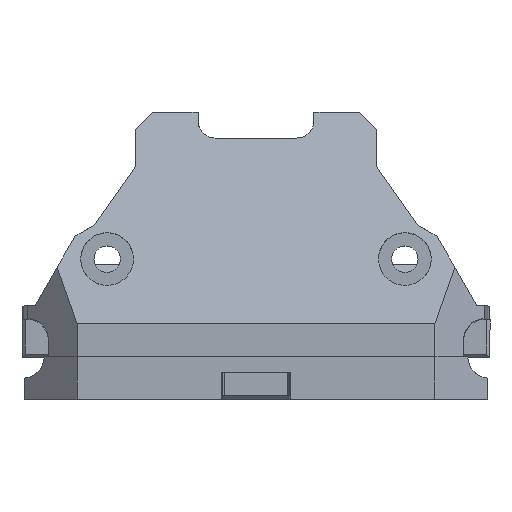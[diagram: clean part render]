
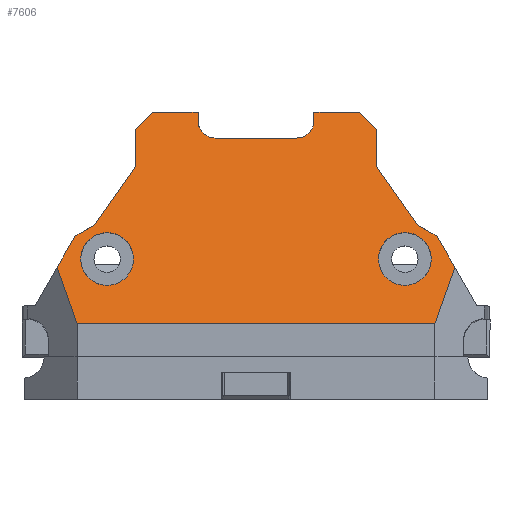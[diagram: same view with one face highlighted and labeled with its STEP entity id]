
A CAD part, top view. The second image highlights one B-rep face of the part: STEP entity #7606.
In plain terms, the highlighted face is planar.
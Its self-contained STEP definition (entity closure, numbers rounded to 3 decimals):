
#227=FACE_BOUND('',#693,.T.);
#228=FACE_BOUND('',#694,.T.);
#275=FACE_OUTER_BOUND('',#692,.T.);
#692=EDGE_LOOP('',(#5022,#5023,#5024,#5025,#5026,#5027,#5028,#5029,#5030,
#5031,#5032,#5033,#5034,#5035,#5036,#5037,#5038,#5039,#5040,#5041));
#693=EDGE_LOOP('',(#5042));
#694=EDGE_LOOP('',(#5043));
#1153=ELLIPSE('',#8030,2.122,2.);
#1154=ELLIPSE('',#8031,2.122,2.);
#1155=ELLIPSE('',#8032,3.289,3.1);
#1156=ELLIPSE('',#8033,3.289,3.1);
#1212=LINE('',#10716,#2175);
#1216=LINE('',#10724,#2179);
#1223=LINE('',#10739,#2186);
#1227=LINE('',#10748,#2190);
#1228=LINE('',#10750,#2191);
#1229=LINE('',#10752,#2192);
#1230=LINE('',#10754,#2193);
#1231=LINE('',#10756,#2194);
#1232=LINE('',#10758,#2195);
#1233=LINE('',#10760,#2196);
#1234=LINE('',#10762,#2197);
#1235=LINE('',#10766,#2198);
#1236=LINE('',#10770,#2199);
#1237=LINE('',#10772,#2200);
#1238=LINE('',#10774,#2201);
#1239=LINE('',#10776,#2202);
#1240=LINE('',#10778,#2203);
#1241=LINE('',#10779,#2204);
#2175=VECTOR('',#8606,10.);
#2179=VECTOR('',#8612,10.);
#2186=VECTOR('',#8621,10.);
#2190=VECTOR('',#8629,10.);
#2191=VECTOR('',#8630,10.);
#2192=VECTOR('',#8631,10.);
#2193=VECTOR('',#8632,10.);
#2194=VECTOR('',#8633,10.);
#2195=VECTOR('',#8634,10.);
#2196=VECTOR('',#8635,10.);
#2197=VECTOR('',#8636,10.);
#2198=VECTOR('',#8639,10.);
#2199=VECTOR('',#8642,10.);
#2200=VECTOR('',#8643,10.);
#2201=VECTOR('',#8644,10.);
#2202=VECTOR('',#8645,10.);
#2203=VECTOR('',#8646,10.);
#2204=VECTOR('',#8647,10.);
#3139=VERTEX_POINT('',#10713);
#3140=VERTEX_POINT('',#10715);
#3143=VERTEX_POINT('',#10723);
#3149=VERTEX_POINT('',#10736);
#3150=VERTEX_POINT('',#10738);
#3154=VERTEX_POINT('',#10749);
#3155=VERTEX_POINT('',#10751);
#3156=VERTEX_POINT('',#10753);
#3157=VERTEX_POINT('',#10755);
#3158=VERTEX_POINT('',#10757);
#3159=VERTEX_POINT('',#10759);
#3160=VERTEX_POINT('',#10761);
#3161=VERTEX_POINT('',#10763);
#3162=VERTEX_POINT('',#10765);
#3163=VERTEX_POINT('',#10767);
#3164=VERTEX_POINT('',#10769);
#3165=VERTEX_POINT('',#10771);
#3166=VERTEX_POINT('',#10773);
#3167=VERTEX_POINT('',#10775);
#3168=VERTEX_POINT('',#10777);
#3169=VERTEX_POINT('',#10780);
#3170=VERTEX_POINT('',#10782);
#3875=EDGE_CURVE('',#3140,#3139,#1212,.T.);
#3879=EDGE_CURVE('',#3143,#3140,#1216,.T.);
#3886=EDGE_CURVE('',#3150,#3149,#1223,.T.);
#3891=EDGE_CURVE('',#3150,#3139,#1227,.T.);
#3892=EDGE_CURVE('',#3149,#3154,#1228,.T.);
#3893=EDGE_CURVE('',#3154,#3155,#1229,.T.);
#3894=EDGE_CURVE('',#3155,#3156,#1230,.T.);
#3895=EDGE_CURVE('',#3156,#3157,#1231,.T.);
#3896=EDGE_CURVE('',#3157,#3158,#1232,.T.);
#3897=EDGE_CURVE('',#3158,#3159,#1233,.T.);
#3898=EDGE_CURVE('',#3159,#3160,#1234,.T.);
#3899=EDGE_CURVE('',#3160,#3161,#1153,.T.);
#3900=EDGE_CURVE('',#3161,#3162,#1235,.T.);
#3901=EDGE_CURVE('',#3162,#3163,#1154,.T.);
#3902=EDGE_CURVE('',#3163,#3164,#1236,.T.);
#3903=EDGE_CURVE('',#3164,#3165,#1237,.T.);
#3904=EDGE_CURVE('',#3165,#3166,#1238,.T.);
#3905=EDGE_CURVE('',#3166,#3167,#1239,.T.);
#3906=EDGE_CURVE('',#3167,#3168,#1240,.T.);
#3907=EDGE_CURVE('',#3168,#3143,#1241,.T.);
#3908=EDGE_CURVE('',#3169,#3169,#1155,.T.);
#3909=EDGE_CURVE('',#3170,#3170,#1156,.T.);
#5022=ORIENTED_EDGE('',*,*,#3891,.F.);
#5023=ORIENTED_EDGE('',*,*,#3886,.T.);
#5024=ORIENTED_EDGE('',*,*,#3892,.T.);
#5025=ORIENTED_EDGE('',*,*,#3893,.T.);
#5026=ORIENTED_EDGE('',*,*,#3894,.T.);
#5027=ORIENTED_EDGE('',*,*,#3895,.T.);
#5028=ORIENTED_EDGE('',*,*,#3896,.T.);
#5029=ORIENTED_EDGE('',*,*,#3897,.T.);
#5030=ORIENTED_EDGE('',*,*,#3898,.T.);
#5031=ORIENTED_EDGE('',*,*,#3899,.T.);
#5032=ORIENTED_EDGE('',*,*,#3900,.T.);
#5033=ORIENTED_EDGE('',*,*,#3901,.T.);
#5034=ORIENTED_EDGE('',*,*,#3902,.T.);
#5035=ORIENTED_EDGE('',*,*,#3903,.T.);
#5036=ORIENTED_EDGE('',*,*,#3904,.T.);
#5037=ORIENTED_EDGE('',*,*,#3905,.T.);
#5038=ORIENTED_EDGE('',*,*,#3906,.T.);
#5039=ORIENTED_EDGE('',*,*,#3907,.T.);
#5040=ORIENTED_EDGE('',*,*,#3879,.T.);
#5041=ORIENTED_EDGE('',*,*,#3875,.T.);
#5042=ORIENTED_EDGE('',*,*,#3908,.T.);
#5043=ORIENTED_EDGE('',*,*,#3909,.T.);
#7263=PLANE('',#8029);
#7606=ADVANCED_FACE('',(#275,#227,#228),#7263,.T.);
#8029=AXIS2_PLACEMENT_3D('',#10747,#8627,#8628);
#8030=AXIS2_PLACEMENT_3D('',#10764,#8637,#8638);
#8031=AXIS2_PLACEMENT_3D('',#10768,#8640,#8641);
#8032=AXIS2_PLACEMENT_3D('',#10781,#8648,#8649);
#8033=AXIS2_PLACEMENT_3D('',#10783,#8650,#8651);
#8606=DIRECTION('',(0.317,-0.317,-0.894));
#8612=DIRECTION('',(-0.474,-0.294,-0.83));
#8621=DIRECTION('',(0.317,0.317,0.894));
#8627=DIRECTION('center_axis',(0.,-0.943,
0.334));
#8628=DIRECTION('ref_axis',(1.,0.,0.));
#8629=DIRECTION('',(-1.,0.,0.));
#8630=DIRECTION('',(-0.474,0.294,0.83));
#8631=DIRECTION('',(-0.852,0.175,0.494));
#8632=DIRECTION('',(-0.551,0.279,0.787));
#8633=DIRECTION('',(0.,0.334,0.943));
#8634=DIRECTION('',(-0.686,0.243,0.686));
#8635=DIRECTION('',(-1.,0.,0.));
#8636=DIRECTION('',(0.,-0.334,-0.943));
#8637=DIRECTION('center_axis',(0.,0.943,
-0.334));
#8638=DIRECTION('ref_axis',(0.,-0.334,-0.943));
#8639=DIRECTION('',(-1.,0.,0.));
#8640=DIRECTION('center_axis',(0.,0.943,
-0.334));
#8641=DIRECTION('ref_axis',(0.,-0.334,-0.943));
#8642=DIRECTION('',(0.,0.334,0.943));
#8643=DIRECTION('',(-1.,0.,0.));
#8644=DIRECTION('',(-0.686,-0.243,-0.686));
#8645=DIRECTION('',(0.,-0.334,-0.943));
#8646=DIRECTION('',(-0.551,-0.279,-0.787));
#8647=DIRECTION('',(-0.852,-0.175,-0.494));
#8648=DIRECTION('center_axis',(0.,0.943,
-0.334));
#8649=DIRECTION('ref_axis',(0.,0.334,0.943));
#8650=DIRECTION('center_axis',(0.,0.943,
-0.334));
#8651=DIRECTION('ref_axis',(0.,0.334,0.943));
#10713=CARTESIAN_POINT('',(-21.028,-160.039,85.837));
#10715=CARTESIAN_POINT('',(-23.37,-157.703,92.434));
#10716=CARTESIAN_POINT('',(-26.487,-154.592,101.219));
#10723=CARTESIAN_POINT('',(-21.291,-156.415,96.072));
#10724=CARTESIAN_POINT('',(-13.492,-151.581,109.721));
#10736=CARTESIAN_POINT('',(23.37,-157.703,92.434));
#10738=CARTESIAN_POINT('',(21.029,-160.039,85.837));
#10739=CARTESIAN_POINT('',(26.488,-154.592,101.219));
#10747=CARTESIAN_POINT('Origin',(0.,-152.674,
106.636));
#10748=CARTESIAN_POINT('',(0.,-160.039,85.837));
#10749=CARTESIAN_POINT('',(21.292,-156.415,96.072));
#10750=CARTESIAN_POINT('',(13.493,-151.581,109.721));
#10751=CARTESIAN_POINT('',(18.949,-155.933,97.432));
#10752=CARTESIAN_POINT('',(8.053,-153.694,103.755));
#10753=CARTESIAN_POINT('',(14.139,-153.501,104.301));
#10754=CARTESIAN_POINT('',(13.379,-153.116,105.386));
#10755=CARTESIAN_POINT('',(14.139,-151.965,108.636));
#10756=CARTESIAN_POINT('',(14.139,-152.987,105.751));
#10757=CARTESIAN_POINT('',(12.139,-151.257,110.636));
#10758=CARTESIAN_POINT('',(11.321,-150.967,111.455));
#10759=CARTESIAN_POINT('',(6.812,-151.257,110.636));
#10760=CARTESIAN_POINT('',(6.07,-151.257,110.636));
#10761=CARTESIAN_POINT('',(6.812,-151.613,109.63));
#10762=CARTESIAN_POINT('',(6.812,-151.99,108.566));
#10763=CARTESIAN_POINT('',(4.812,-152.322,107.63));
#10764=CARTESIAN_POINT('Origin',(4.812,-151.613,109.63));
#10765=CARTESIAN_POINT('',(-4.811,-152.322,107.63));
#10766=CARTESIAN_POINT('',(2.406,-152.322,107.63));
#10767=CARTESIAN_POINT('',(-6.811,-151.613,109.63));
#10768=CARTESIAN_POINT('Origin',(-4.811,-151.613,109.63));
#10769=CARTESIAN_POINT('',(-6.811,-151.257,110.636));
#10770=CARTESIAN_POINT('',(-6.811,-151.99,108.566));
#10771=CARTESIAN_POINT('',(-12.138,-151.257,110.636));
#10772=CARTESIAN_POINT('',(-6.069,-151.257,110.636));
#10773=CARTESIAN_POINT('',(-14.138,-151.965,108.636));
#10774=CARTESIAN_POINT('',(-11.32,-150.967,111.455));
#10775=CARTESIAN_POINT('',(-14.138,-153.501,104.301));
#10776=CARTESIAN_POINT('',(-14.138,-152.987,105.751));
#10777=CARTESIAN_POINT('',(-18.948,-155.933,97.432));
#10778=CARTESIAN_POINT('',(-13.378,-153.116,105.386));
#10779=CARTESIAN_POINT('',(-8.052,-153.694,103.755));
#10780=CARTESIAN_POINT('',(-14.399,-157.357,93.41));
#10781=CARTESIAN_POINT('Origin',(-17.499,-157.357,93.41));
#10782=CARTESIAN_POINT('',(14.4,-157.357,93.41));
#10783=CARTESIAN_POINT('Origin',(17.5,-157.357,93.41));
